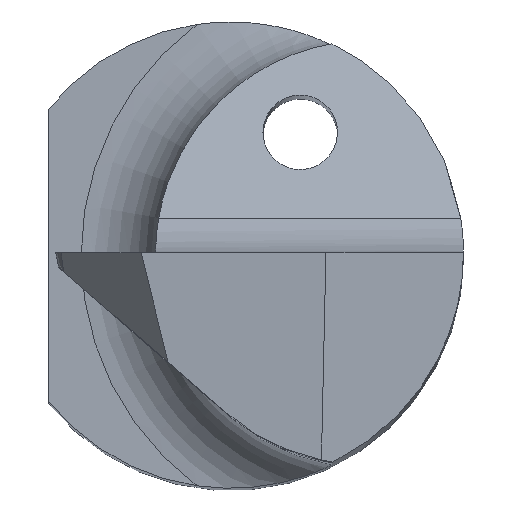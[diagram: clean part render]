
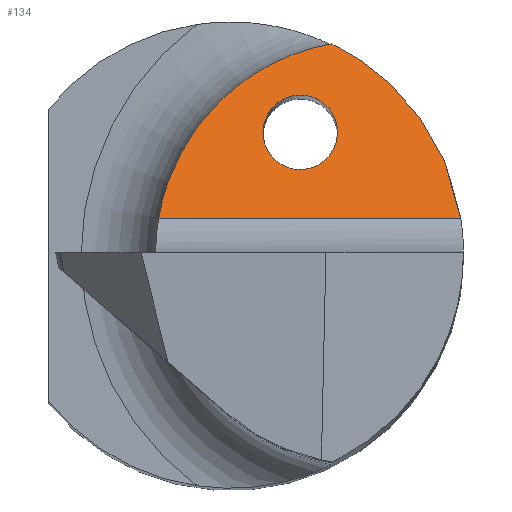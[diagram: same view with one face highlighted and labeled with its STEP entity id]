
A CAD part, top view. The second image highlights one B-rep face of the part: STEP entity #134.
In plain terms, the highlighted planar face has unit normal (0, 0.766, 0.643).
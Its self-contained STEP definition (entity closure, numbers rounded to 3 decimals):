
#8 =( BOUNDED_CURVE ( )  B_SPLINE_CURVE ( 3, ( #659, #47, #756, #62 ),
 .UNSPECIFIED., .F., .F. ) 
 B_SPLINE_CURVE_WITH_KNOTS ( ( 4, 4 ),
 ( 0.174, 1.406 ),
 .UNSPECIFIED. ) 
 CURVE ( )  GEOMETRIC_REPRESENTATION_ITEM ( )  RATIONAL_B_SPLINE_CURVE ( ( 1., 0.877, 0.877, 1. ) ) 
 REPRESENTATION_ITEM ( '' )  );
#13 = EDGE_CURVE ( 'NONE', #261, #1008, #8, .T. ) ;
#27 = ORIENTED_EDGE ( 'NONE', *, *, #240, .T. ) ;
#47 = CARTESIAN_POINT ( 'NONE',  ( 0.102, 2.077, 24.207 ) ) ;
#62 = CARTESIAN_POINT ( 'NONE',  ( -0.769, 0.374, 26.235 ) ) ;
#66 = VERTEX_POINT ( 'NONE', #290 ) ;
#71 = CARTESIAN_POINT ( 'NONE',  ( 0.35, 2.099, 24.18 ) ) ;
#72 = CARTESIAN_POINT ( 'NONE',  ( 0.35, 1.299, 25.133 ) ) ;
#87 = CARTESIAN_POINT ( 'NONE',  ( 1.15, 1.299, 25.133 ) ) ;
#95 = CARTESIAN_POINT ( 'NONE',  ( 2.346, 1.206, 25.244 ) ) ;
#134 = ADVANCED_FACE ( 'NONE', ( #915, #905 ), #983, .F. ) ;
#146 = AXIS2_PLACEMENT_3D ( 'NONE', #209, #213, #524 ) ;
#173 = CARTESIAN_POINT ( 'NONE',  ( 2.472, 0.374, 26.235 ) ) ;
#178 = CARTESIAN_POINT ( 'NONE',  ( 0.35, 0.499, 26.087 ) ) ;
#192 = EDGE_CURVE ( 'NONE', #977, #229, #1009, .T. ) ;
#209 = CARTESIAN_POINT ( 'NONE',  ( 2.5, 0.374, 26.235 ) ) ;
#213 = DIRECTION ( 'NONE',  ( 0., -0.766, -0.643 ) ) ;
#225 = CARTESIAN_POINT ( 'NONE',  ( 0.35, 1.299, 25.133 ) ) ;
#229 = VERTEX_POINT ( 'NONE', #651 ) ;
#237 = DIRECTION ( 'NONE',  ( -1., 0., 0. ) ) ;
#240 = EDGE_CURVE ( 'NONE', #66, #261, #742, .T. ) ;
#260 = CARTESIAN_POINT ( 'NONE',  ( 1.09, 2.25, 24. ) ) ;
#261 = VERTEX_POINT ( 'NONE', #260 ) ;
#288 = ORIENTED_EDGE ( 'NONE', *, *, #13, .T. ) ;
#290 = CARTESIAN_POINT ( 'NONE',  ( 2.472, 0.374, 26.235 ) ) ;
#374 = CARTESIAN_POINT ( 'NONE',  ( 1.15, 2.099, 24.18 ) ) ;
#415 = VECTOR ( 'NONE', #237, 1000. ) ;
#483 = CARTESIAN_POINT ( 'NONE',  ( 0.35, 1.299, 25.133 ) ) ;
#486 = ORIENTED_EDGE ( 'NONE', *, *, #827, .T. ) ;
#524 = DIRECTION ( 'NONE',  ( 0., 0.643, -0.766 ) ) ;
#564 = LINE ( 'NONE', #945, #415 ) ;
#567 = ORIENTED_EDGE ( 'NONE', *, *, #192, .T. ) ;
#636 =( BOUNDED_CURVE ( )  B_SPLINE_CURVE ( 3, ( #87, #715, #178, #483 ),
 .UNSPECIFIED., .F., .F. ) 
 B_SPLINE_CURVE_WITH_KNOTS ( ( 4, 4 ),
 ( 1.571, 4.712 ),
 .UNSPECIFIED. ) 
 CURVE ( )  GEOMETRIC_REPRESENTATION_ITEM ( )  RATIONAL_B_SPLINE_CURVE ( ( 1., 0.333, 0.333, 1. ) ) 
 REPRESENTATION_ITEM ( '' )  );
#651 = CARTESIAN_POINT ( 'NONE',  ( 1.15, 1.299, 25.133 ) ) ;
#659 = CARTESIAN_POINT ( 'NONE',  ( 1.09, 2.25, 24. ) ) ;
#714 = CARTESIAN_POINT ( 'NONE',  ( -0.769, 0.374, 26.235 ) ) ;
#715 = CARTESIAN_POINT ( 'NONE',  ( 1.15, 0.499, 26.087 ) ) ;
#717 = EDGE_LOOP ( 'NONE', ( #776, #27, #288 ) ) ;
#742 =( BOUNDED_CURVE ( )  B_SPLINE_CURVE ( 3, ( #173, #95, #953, #797 ),
 .UNSPECIFIED., .F., .F. ) 
 B_SPLINE_CURVE_WITH_KNOTS ( ( 4, 4 ),
 ( 4.863, 5.832 ),
 .UNSPECIFIED. ) 
 CURVE ( )  GEOMETRIC_REPRESENTATION_ITEM ( )  RATIONAL_B_SPLINE_CURVE ( ( 1., 0.923, 0.923, 1. ) ) 
 REPRESENTATION_ITEM ( '' )  );
#755 = EDGE_LOOP ( 'NONE', ( #486, #567 ) ) ;
#756 = CARTESIAN_POINT ( 'NONE',  ( -0.605, 1.364, 25.056 ) ) ;
#776 = ORIENTED_EDGE ( 'NONE', *, *, #803, .F. ) ;
#797 = CARTESIAN_POINT ( 'NONE',  ( 1.09, 2.25, 24. ) ) ;
#803 = EDGE_CURVE ( 'NONE', #66, #1008, #564, .T. ) ;
#827 = EDGE_CURVE ( 'NONE', #229, #977, #636, .T. ) ;
#905 = FACE_OUTER_BOUND ( 'NONE', #717, .T. ) ;
#915 = FACE_BOUND ( 'NONE', #755, .T. ) ;
#945 = CARTESIAN_POINT ( 'NONE',  ( 2.5, 0.374, 26.235 ) ) ;
#946 = CARTESIAN_POINT ( 'NONE',  ( 1.15, 1.299, 25.133 ) ) ;
#953 = CARTESIAN_POINT ( 'NONE',  ( 1.847, 1.883, 24.437 ) ) ;
#977 = VERTEX_POINT ( 'NONE', #72 ) ;
#983 = PLANE ( 'NONE',  #146 ) ;
#1008 = VERTEX_POINT ( 'NONE', #714 ) ;
#1009 =( BOUNDED_CURVE ( )  B_SPLINE_CURVE ( 3, ( #225, #71, #374, #946 ),
 .UNSPECIFIED., .F., .T. ) 
 B_SPLINE_CURVE_WITH_KNOTS ( ( 4, 4 ),
 ( 4.712, 7.854 ),
 .UNSPECIFIED. ) 
 CURVE ( )  GEOMETRIC_REPRESENTATION_ITEM ( )  RATIONAL_B_SPLINE_CURVE ( ( 1., 0.333, 0.333, 1. ) ) 
 REPRESENTATION_ITEM ( '' )  );
